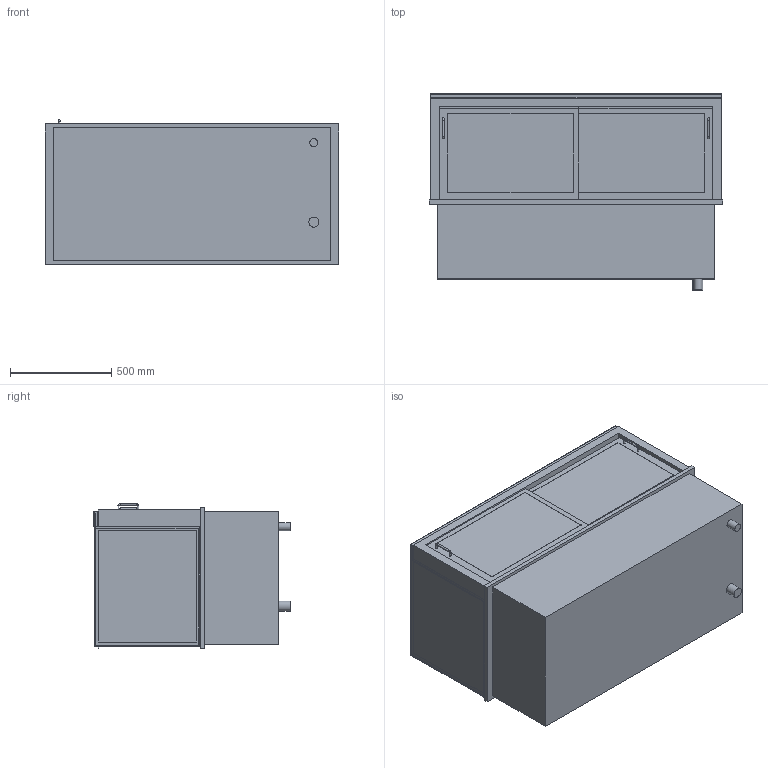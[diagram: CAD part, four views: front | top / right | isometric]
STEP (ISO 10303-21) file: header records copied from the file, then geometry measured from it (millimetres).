
FILE_DESCRIPTION(/* description */ ('Einbaukühlvitrine: eigengekühlt'),/* implementation_level */ '2;1');
FILE_NAME(/* name */ '3D-AKE-00005896.stp',/* time_stamp */ '2024-10-11T11:44:39+02:00',/* author */ ('marina.schachner'),/* organization */ (''),/* preprocessor_version */ 'ST-DEVELOPER v20',/* originating_system */ 'Autodesk Inventor 2024',/* authorisation */ '');
FILE_SCHEMA (('AUTOMOTIVE_DESIGN { 1 0 10303 214 3 1 1 }'));
Length unit declared in the file: millimetre
Products named in the file (1): 3D-AKE-00005837
Bounding box: 1450 x 970 x 716.99 mm (x, y, z)
Volume: 162100786.4 mm3; surface area: 17223632.5 mm2
Topology: 33 solids, 33 shells, 357 faces, 854 edges, 568 vertices
Faces by surface type: plane 311, cylinder 42, torus 4
Full cylindrical faces by diameter (mm): 8 x6, 40 x1, 50 x1
Entity records: 10269 total; most frequent: CARTESIAN_POINT 1780, ORIENTED_EDGE 1708, DIRECTION 1666, EDGE_CURVE 854, LINE 758, VECTOR 758, VERTEX_POINT 568, AXIS2_PLACEMENT_3D 454
